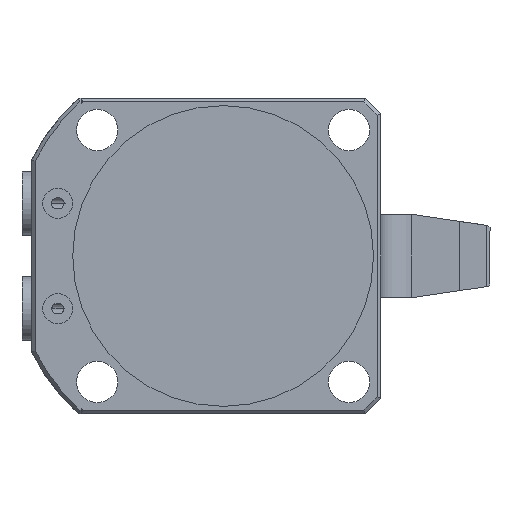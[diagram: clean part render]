
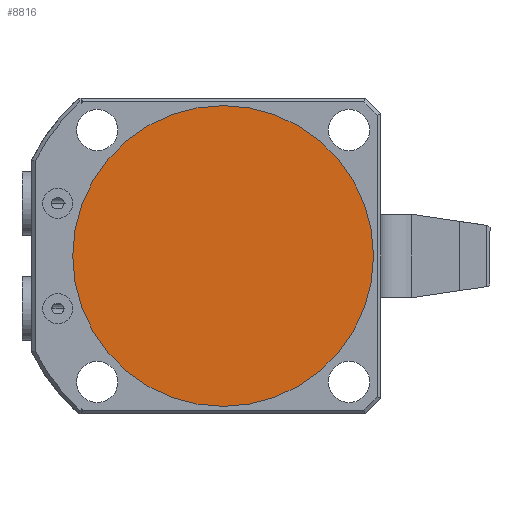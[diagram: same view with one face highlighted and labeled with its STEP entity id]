
A CAD part, front view. The second image highlights one B-rep face of the part: STEP entity #8816.
In plain terms, the highlighted planar face has unit normal (0, -1, 0).
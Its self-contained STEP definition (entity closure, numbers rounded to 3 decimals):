
#176 = AXIS2_PLACEMENT_3D ( 'NONE', #13600, #34851, #16633 ) ;
#1679 = FACE_OUTER_BOUND ( 'NONE', #15297, .T. ) ;
#8816 = ADVANCED_FACE ( 'NONE', ( #1679 ), #14486, .T. ) ;
#10133 = VERTEX_POINT ( 'NONE', #24980 ) ;
#11397 = VERTEX_POINT ( 'NONE', #27236 ) ;
#11527 = CARTESIAN_POINT ( 'NONE',  ( 2144.978, 222.465, 0. ) ) ;
#13600 = CARTESIAN_POINT ( 'NONE',  ( 2144.978, 222.465, 0. ) ) ;
#14486 = PLANE ( 'NONE',  #19883 ) ;
#14590 = DIRECTION ( 'NONE',  ( 0., 0., 1. ) ) ;
#15297 = EDGE_LOOP ( 'NONE', ( #32565, #18674 ) ) ;
#16177 = CIRCLE ( 'NONE', #34462, 40. ) ;
#16633 = DIRECTION ( 'NONE',  ( 0., 0., 1. ) ) ;
#17498 = DIRECTION ( 'NONE',  ( 0., 0., -1. ) ) ;
#18674 = ORIENTED_EDGE ( 'NONE', *, *, #33834, .F. ) ;
#19883 = AXIS2_PLACEMENT_3D ( 'NONE', #32620, #35779, #17498 ) ;
#24980 = CARTESIAN_POINT ( 'NONE',  ( 2144.978, 222.465, 40. ) ) ;
#27236 = CARTESIAN_POINT ( 'NONE',  ( 2144.978, 222.465, -40. ) ) ;
#32565 = ORIENTED_EDGE ( 'NONE', *, *, #34169, .F. ) ;
#32620 = CARTESIAN_POINT ( 'NONE',  ( 2184.978, 222.465, 0. ) ) ;
#32728 = DIRECTION ( 'NONE',  ( 0., 1., 0. ) ) ;
#33752 = CIRCLE ( 'NONE', #176, 40. ) ;
#33834 = EDGE_CURVE ( 'NONE', #11397, #10133, #16177, .T. ) ;
#34169 = EDGE_CURVE ( 'NONE', #10133, #11397, #33752, .T. ) ;
#34462 = AXIS2_PLACEMENT_3D ( 'NONE', #11527, #32728, #14590 ) ;
#34851 = DIRECTION ( 'NONE',  ( 0., 1., 0. ) ) ;
#35779 = DIRECTION ( 'NONE',  ( 0., -1., 0. ) ) ;
